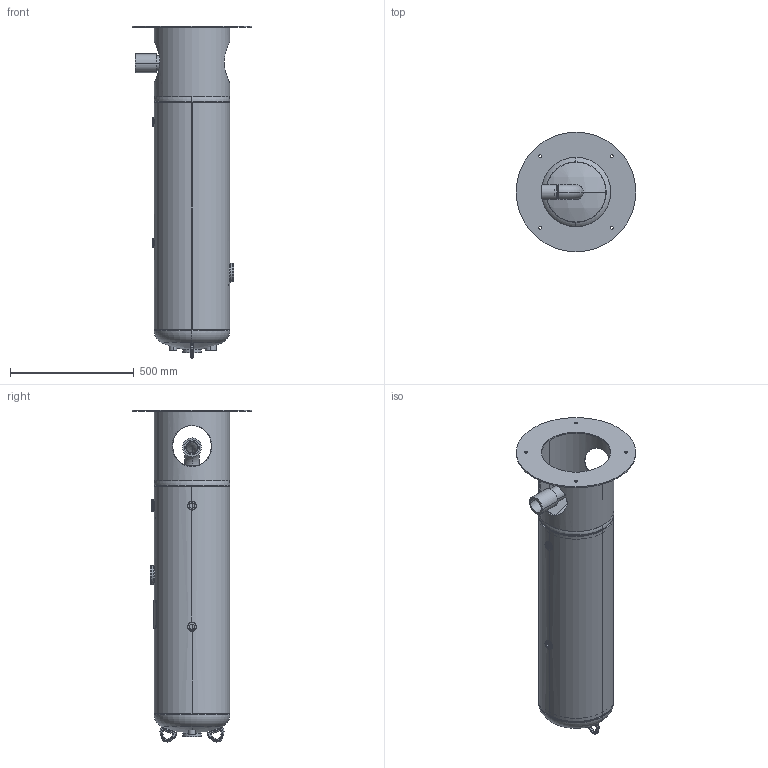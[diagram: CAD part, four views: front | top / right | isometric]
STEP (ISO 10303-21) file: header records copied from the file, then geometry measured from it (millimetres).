
FILE_DESCRIPTION (( 'STEP AP214' ), '1' );
FILE_NAME ('309811_STEP.STEP', '2025-04-09T20:56:11', ( '' ), ( '' ), 'SwSTEP 2.0', 'SolidWorks 2022', '' );
FILE_SCHEMA (( 'AUTOMOTIVE_DESIGN' ));
Length unit declared in the file: inch
Products named in the file (20): A62247; S36022; A96833; A62246; A96834; CPLG_1000F3K; A96725; CPLG_0500F3K; F32775; PHOENIX RAD FLANGE_100P705-7R; 309811_STEP; WELD ELBOW_200SCH-80LR90; HEAD_12X094JOG; PHOENIX RAD FLANGE_200P958 OR; A99201; 309811-SL; PHOENIX FLAT FLANGE_2000O-RING; NP-VER_12; PHOENIX FLAT FLANGE_0500P393; CPLG_2000F3K
Assembly tree (24 placements, depth 3):
  309811_STEP
    309811-SL
    HEAD_12X094JOG  x2
    PHOENIX RAD FLANGE_200P958 OR  x2
    PHOENIX FLAT FLANGE_2000O-RING
    A62247
      A62246
      WELD ELBOW_200SCH-80LR90
      F32775
      CPLG_2000F3K
    CPLG_1000F3K
    PHOENIX RAD FLANGE_100P705-7R
    PHOENIX FLAT FLANGE_0500P393  x2
    CPLG_0500F3K
    A99201
      A96833
      A96834
    S36022  x2
    A96725  x2
    NP-VER_12
Bounding box: 482.6 x 482.6 x 1339.66 mm (x, y, z)
Volume: 5192224 mm3; surface area: 3203092 mm2
Topology: 22 solids, 22 shells, 435 faces, 962 edges, 576 vertices
Faces by surface type: cylinder 167, torus 134, plane 92, bspline 30, sphere 8, cone 4
Entity records: 18915 total; most frequent: CARTESIAN_POINT 11290, DIRECTION 1499, ORIENTED_EDGE 1322, EDGE_CURVE 661, AXIS2_PLACEMENT_3D 657, VERTEX_POINT 402, CIRCLE 364, EDGE_LOOP 349
